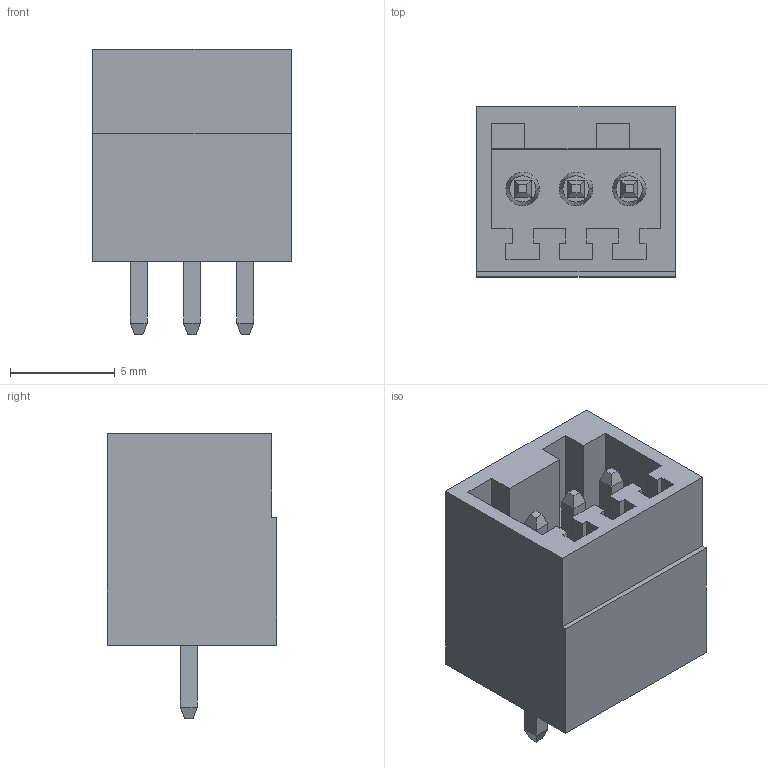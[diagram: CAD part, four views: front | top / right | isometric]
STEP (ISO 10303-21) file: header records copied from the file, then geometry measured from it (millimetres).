
FILE_DESCRIPTION (( 'STEP AP214' ), '1' );
FILE_NAME ('2.54mm 1x3P.STEP', '2024-07-06T13:43:35', ( 'zhouli' ), ( '' ), 'SwSTEP 2.0', 'SolidWorks 2019', '' );
FILE_SCHEMA (( 'AUTOMOTIVE_DESIGN' ));
Length unit declared in the file: millimetre
Products named in the file (5): 2.54mm 1x3P; OqmE-CN1.step; 3D_PCB1_2024-07-06.step; COMPOUND.step; CONN-TH_3P-P2.54_DIBO_DB2EVC-2.54-3P-GN.step
Assembly tree (4 placements, depth 5):
  2.54mm 1x3P
    3D_PCB1_2024-07-06.step
      OqmE-CN1.step
        CONN-TH_3P-P2.54_DIBO_DB2EVC-2.54-3P-GN.step
          COMPOUND.step
Bounding box: 9.48 x 8.1 x 13.6 mm (x, y, z)
Volume: 468.9 mm3; surface area: 940.8 mm2
Topology: 14 solids, 14 shells, 409 faces, 1068 edges, 704 vertices
Faces by surface type: plane 291, bspline 112, cone 6
Entity records: 15190 total; most frequent: CARTESIAN_POINT 4295, ORIENTED_EDGE 2136, DIRECTION 1466, EDGE_CURVE 1068, LINE 828, VECTOR 828, VERTEX_POINT 704, EDGE_LOOP 438
